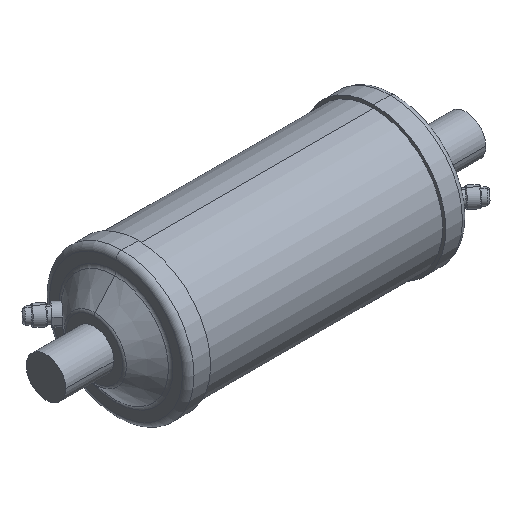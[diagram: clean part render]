
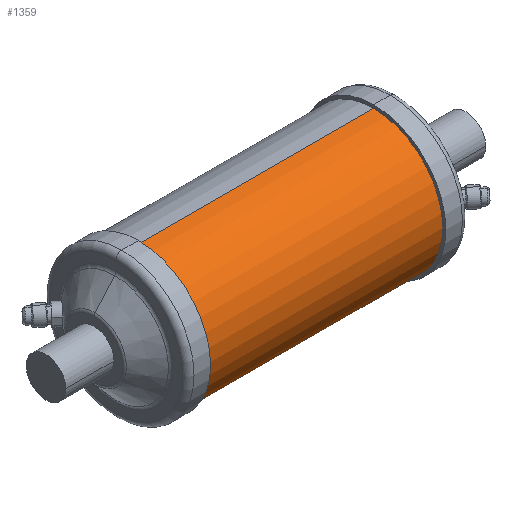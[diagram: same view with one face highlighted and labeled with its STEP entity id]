
A CAD part, isometric view. The second image highlights one B-rep face of the part: STEP entity #1359.
In plain terms, the highlighted cylindrical face has radius 44.45 mm (diameter 88.9 mm), a partial arc.
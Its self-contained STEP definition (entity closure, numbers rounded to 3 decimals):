
#12 = CARTESIAN_POINT ( 'NONE',  ( 85.5, 0., 0. ) ) ;
#76 = DIRECTION ( 'NONE',  ( -1., 0., 0. ) ) ;
#148 = AXIS2_PLACEMENT_3D ( 'NONE', #12, #438, #1512 ) ;
#362 = CIRCLE ( 'NONE', #707, 44.45 ) ;
#366 = CIRCLE ( 'NONE', #1906, 44.45 ) ;
#429 = ORIENTED_EDGE ( 'NONE', *, *, #2533, .F. ) ;
#437 = VERTEX_POINT ( 'NONE', #1420 ) ;
#438 = DIRECTION ( 'NONE',  ( -1., 0., 0. ) ) ;
#638 = LINE ( 'NONE', #880, #2166 ) ;
#707 = AXIS2_PLACEMENT_3D ( 'NONE', #934, #76, #2426 ) ;
#880 = CARTESIAN_POINT ( 'NONE',  ( 85.5, 0., 44.45 ) ) ;
#934 = CARTESIAN_POINT ( 'NONE',  ( -75.6, 0., 0. ) ) ;
#955 = CARTESIAN_POINT ( 'NONE',  ( -75.6, 0., -44.45 ) ) ;
#1230 = ORIENTED_EDGE ( 'NONE', *, *, #2591, .T. ) ;
#1260 = CARTESIAN_POINT ( 'NONE',  ( 75.6, 0., -44.45 ) ) ;
#1321 = CARTESIAN_POINT ( 'NONE',  ( 85.5, 0., -44.45 ) ) ;
#1359 = ADVANCED_FACE ( 'NONE', ( #1911 ), #1498, .T. ) ;
#1369 = EDGE_LOOP ( 'NONE', ( #429, #2326, #1230, #1508 ) ) ;
#1420 = CARTESIAN_POINT ( 'NONE',  ( 75.6, 0., 44.45 ) ) ;
#1498 = CYLINDRICAL_SURFACE ( 'NONE', #148, 44.45 ) ;
#1499 = DIRECTION ( 'NONE',  ( -1., 0., 0. ) ) ;
#1508 = ORIENTED_EDGE ( 'NONE', *, *, #1917, .F. ) ;
#1512 = DIRECTION ( 'NONE',  ( 0., 0., 1. ) ) ;
#1597 = DIRECTION ( 'NONE',  ( 1., 0., 0. ) ) ;
#1669 = CARTESIAN_POINT ( 'NONE',  ( 75.6, 0., 0. ) ) ;
#1738 = LINE ( 'NONE', #1321, #1950 ) ;
#1843 = VERTEX_POINT ( 'NONE', #1260 ) ;
#1906 = AXIS2_PLACEMENT_3D ( 'NONE', #1669, #1597, #2021 ) ;
#1911 = FACE_OUTER_BOUND ( 'NONE', #1369, .T. ) ;
#1917 = EDGE_CURVE ( 'NONE', #2679, #2607, #362, .T. ) ;
#1950 = VECTOR ( 'NONE', #2316, 1000. ) ;
#2021 = DIRECTION ( 'NONE',  ( 0., -1., 0. ) ) ;
#2166 = VECTOR ( 'NONE', #1499, 1000. ) ;
#2316 = DIRECTION ( 'NONE',  ( -1., 0., 0. ) ) ;
#2326 = ORIENTED_EDGE ( 'NONE', *, *, #2406, .F. ) ;
#2406 = EDGE_CURVE ( 'NONE', #437, #1843, #366, .T. ) ;
#2426 = DIRECTION ( 'NONE',  ( 0., 1., 0. ) ) ;
#2533 = EDGE_CURVE ( 'NONE', #1843, #2679, #1738, .T. ) ;
#2576 = CARTESIAN_POINT ( 'NONE',  ( -75.6, 0., 44.45 ) ) ;
#2591 = EDGE_CURVE ( 'NONE', #437, #2607, #638, .T. ) ;
#2607 = VERTEX_POINT ( 'NONE', #2576 ) ;
#2679 = VERTEX_POINT ( 'NONE', #955 ) ;
